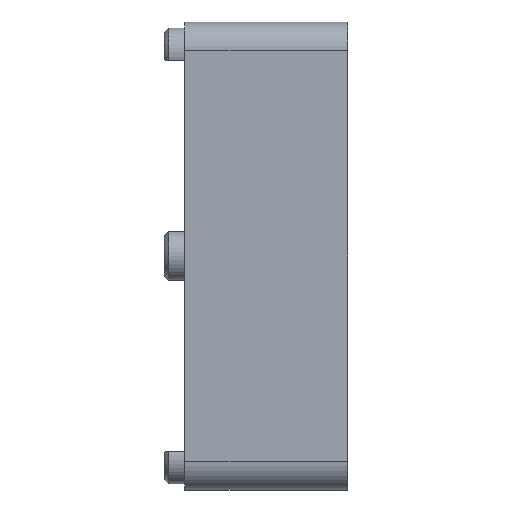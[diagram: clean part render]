
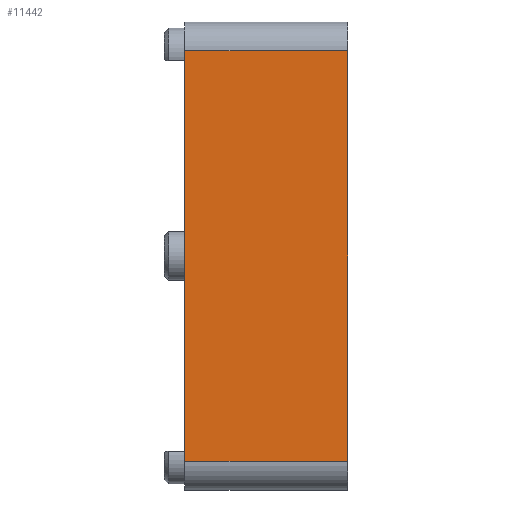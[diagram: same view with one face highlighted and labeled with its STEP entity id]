
A CAD part, left-side view. The second image highlights one B-rep face of the part: STEP entity #11442.
In plain terms, the highlighted planar face has unit normal (-1, 0, 0).
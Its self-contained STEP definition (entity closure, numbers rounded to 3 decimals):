
#1641=FACE_OUTER_BOUND('',#2325,.T.);
#2325=EDGE_LOOP('',(#10486,#10487,#10488,#10489));
#3360=LINE('',#20345,#4404);
#3363=LINE('',#20358,#4407);
#3369=LINE('',#20377,#4413);
#3392=LINE('',#20479,#4436);
#4404=VECTOR('',#13982,10.);
#4407=VECTOR('',#13995,10.);
#4413=VECTOR('',#14017,10.);
#4436=VECTOR('',#14146,10.);
#5500=VERTEX_POINT('',#20342);
#5501=VERTEX_POINT('',#20344);
#5506=VERTEX_POINT('',#20356);
#5511=VERTEX_POINT('',#20375);
#7133=EDGE_CURVE('',#5500,#5501,#3360,.T.);
#7140=EDGE_CURVE('',#5506,#5500,#3363,.T.);
#7149=EDGE_CURVE('',#5511,#5506,#3369,.T.);
#7198=EDGE_CURVE('',#5511,#5501,#3392,.T.);
#10486=ORIENTED_EDGE('',*,*,#7133,.F.);
#10487=ORIENTED_EDGE('',*,*,#7140,.F.);
#10488=ORIENTED_EDGE('',*,*,#7149,.F.);
#10489=ORIENTED_EDGE('',*,*,#7198,.T.);
#10829=PLANE('',#12011);
#11442=ADVANCED_FACE('',(#1641),#10829,.T.);
#12011=AXIS2_PLACEMENT_3D('',#20478,#14144,#14145);
#13982=DIRECTION('',(0.,-1.,0.));
#13995=DIRECTION('',(0.,0.,1.));
#14017=DIRECTION('',(0.,1.,0.));
#14144=DIRECTION('center_axis',(-1.,0.,0.));
#14145=DIRECTION('ref_axis',(0.,0.,1.));
#14146=DIRECTION('',(0.,0.,1.));
#20342=CARTESIAN_POINT('',(-57.5,40.,50.375));
#20344=CARTESIAN_POINT('',(-57.5,0.,50.375));
#20345=CARTESIAN_POINT('',(-57.5,0.,50.375));
#20356=CARTESIAN_POINT('',(-57.5,40.,-50.375));
#20358=CARTESIAN_POINT('',(-57.5,40.,-57.5));
#20375=CARTESIAN_POINT('',(-57.5,0.,-50.375));
#20377=CARTESIAN_POINT('',(-57.5,0.,-50.375));
#20478=CARTESIAN_POINT('Origin',(-57.5,0.,-57.5));
#20479=CARTESIAN_POINT('',(-57.5,0.,-57.5));
